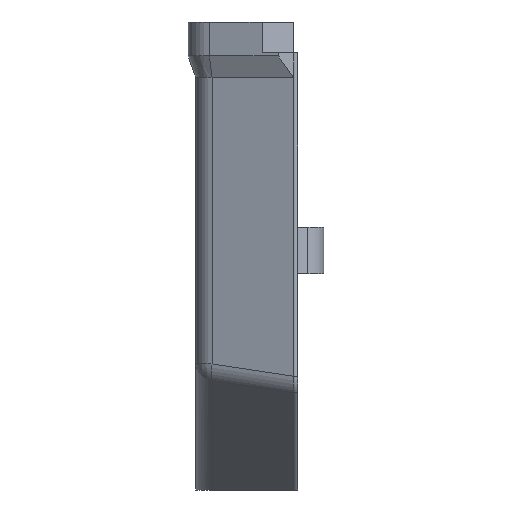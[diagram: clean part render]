
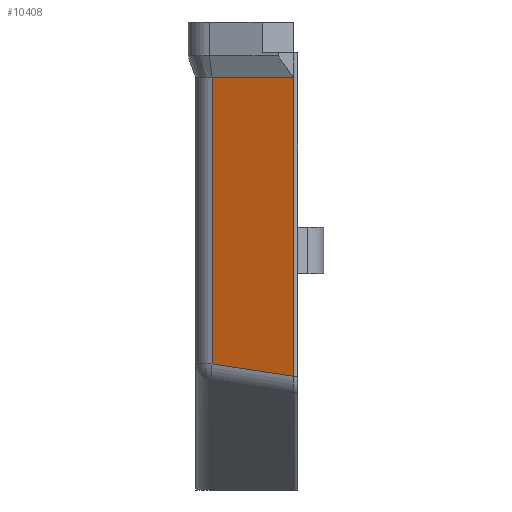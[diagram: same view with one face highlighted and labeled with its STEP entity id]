
A CAD part, left-side view. The second image highlights one B-rep face of the part: STEP entity #10408.
In plain terms, the highlighted planar face has unit normal (-0.94, 0.342, 0).
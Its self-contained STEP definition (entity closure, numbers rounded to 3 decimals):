
#2368 = CYLINDRICAL_SURFACE('',#2369,1.);
#2369 = AXIS2_PLACEMENT_3D('',#2370,#2371,#2372);
#2370 = CARTESIAN_POINT('',(-90.072,1.5,0.));
#2371 = DIRECTION('',(0.,0.,-1.));
#2372 = DIRECTION('',(0.,-1.,0.));
#6740 = VERTEX_POINT('',#6741);
#6741 = CARTESIAN_POINT('',(-91.012,1.842,
    -104.684));
#6829 = CYLINDRICAL_SURFACE('',#6830,8.);
#6830 = AXIS2_PLACEMENT_3D('',#6831,#6832,#6833);
#6831 = CARTESIAN_POINT('',(-84.13,-2.643,
    -104.947));
#6832 = DIRECTION('',(0.339,0.93,0.14));
#6833 = DIRECTION('',(-0.94,0.342,0.)
  );
#6987 = VERTEX_POINT('',#6988);
#6988 = CARTESIAN_POINT('',(-91.012,1.842,
    -7.869));
#7009 = EDGE_CURVE('',#6987,#6740,#7010,.T.);
#7010 = SURFACE_CURVE('',#7011,(#7015,#7022),.PCURVE_S1.);
#7011 = LINE('',#7012,#7013);
#7012 = CARTESIAN_POINT('',(-91.012,1.842,
    0.));
#7013 = VECTOR('',#7014,1.);
#7014 = DIRECTION('',(0.,0.,-1.));
#7015 = PCURVE('',#2368,#7016);
#7016 = DEFINITIONAL_REPRESENTATION('',(#7017),#7021);
#7017 = LINE('',#7018,#7019);
#7018 = CARTESIAN_POINT('',(1.92,0.));
#7019 = VECTOR('',#7020,1.);
#7020 = DIRECTION('',(0.,1.));
#7021 = ( GEOMETRIC_REPRESENTATION_CONTEXT(2) 
PARAMETRIC_REPRESENTATION_CONTEXT() REPRESENTATION_CONTEXT('2D SPACE',''
  ) );
#7022 = PCURVE('',#7023,#7028);
#7023 = PLANE('',#7024);
#7024 = AXIS2_PLACEMENT_3D('',#7025,#7026,#7027);
#7025 = CARTESIAN_POINT('',(-91.5,0.5,0.));
#7026 = DIRECTION('',(-0.94,0.342,0.)
  );
#7027 = DIRECTION('',(0.,0.,-1.));
#7028 = DEFINITIONAL_REPRESENTATION('',(#7029),#7033);
#7029 = LINE('',#7030,#7031);
#7030 = CARTESIAN_POINT('',(0.,-1.428));
#7031 = VECTOR('',#7032,1.);
#7032 = DIRECTION('',(1.,0.));
#7033 = ( GEOMETRIC_REPRESENTATION_CONTEXT(2) 
PARAMETRIC_REPRESENTATION_CONTEXT() REPRESENTATION_CONTEXT('2D SPACE',''
  ) );
#8035 = CYLINDRICAL_SURFACE('',#8036,8.);
#8036 = AXIS2_PLACEMENT_3D('',#8037,#8038,#8039);
#8037 = CARTESIAN_POINT('',(-73.887,25.5,0.));
#8038 = DIRECTION('',(0.,0.,-1.));
#8039 = DIRECTION('',(-0.94,0.342,0.)
  );
#9566 = PLANE('',#9567);
#9567 = AXIS2_PLACEMENT_3D('',#9568,#9569,#9570);
#9568 = CARTESIAN_POINT('',(-86.148,15.204,
    -7.869));
#9569 = DIRECTION('',(0.883,-0.321,0.342));
#9570 = DIRECTION('',(-0.321,0.117,0.94));
#10356 = EDGE_CURVE('',#6740,#10357,#10359,.T.);
#10357 = VERTEX_POINT('',#10358);
#10358 = CARTESIAN_POINT('',(-81.405,28.236,
    -100.705));
#10359 = SURFACE_CURVE('',#10360,(#10364,#10371),.PCURVE_S1.);
#10360 = LINE('',#10361,#10362);
#10361 = CARTESIAN_POINT('',(-91.648,0.094,
    -104.947));
#10362 = VECTOR('',#10363,1.);
#10363 = DIRECTION('',(0.339,0.93,0.14));
#10364 = PCURVE('',#6829,#10365);
#10365 = DEFINITIONAL_REPRESENTATION('',(#10366),#10370);
#10366 = LINE('',#10367,#10368);
#10367 = CARTESIAN_POINT('',(-0.,0.));
#10368 = VECTOR('',#10369,1.);
#10369 = DIRECTION('',(-0.,1.));
#10370 = ( GEOMETRIC_REPRESENTATION_CONTEXT(2) 
PARAMETRIC_REPRESENTATION_CONTEXT() REPRESENTATION_CONTEXT('2D SPACE',''
  ) );
#10371 = PCURVE('',#7023,#10372);
#10372 = DEFINITIONAL_REPRESENTATION('',(#10373),#10377);
#10373 = LINE('',#10374,#10375);
#10374 = CARTESIAN_POINT('',(104.947,0.432));
#10375 = VECTOR('',#10376,1.);
#10376 = DIRECTION('',(-0.14,-0.99));
#10377 = ( GEOMETRIC_REPRESENTATION_CONTEXT(2) 
PARAMETRIC_REPRESENTATION_CONTEXT() REPRESENTATION_CONTEXT('2D SPACE',''
  ) );
#10408 = ADVANCED_FACE('',(#10409),#7023,.T.);
#10409 = FACE_BOUND('',#10410,.T.);
#10410 = EDGE_LOOP('',(#10411,#10412,#10435,#10456));
#10411 = ORIENTED_EDGE('',*,*,#7009,.F.);
#10412 = ORIENTED_EDGE('',*,*,#10413,.F.);
#10413 = EDGE_CURVE('',#10414,#6987,#10416,.T.);
#10414 = VERTEX_POINT('',#10415);
#10415 = CARTESIAN_POINT('',(-81.405,28.236,
    -7.869));
#10416 = SURFACE_CURVE('',#10417,(#10421,#10428),.PCURVE_S1.);
#10417 = LINE('',#10418,#10419);
#10418 = CARTESIAN_POINT('',(-86.148,15.204,
    -7.869));
#10419 = VECTOR('',#10420,1.);
#10420 = DIRECTION('',(-0.342,-0.94,
    0.));
#10421 = PCURVE('',#7023,#10422);
#10422 = DEFINITIONAL_REPRESENTATION('',(#10423),#10427);
#10423 = LINE('',#10424,#10425);
#10424 = CARTESIAN_POINT('',(7.869,-15.647));
#10425 = VECTOR('',#10426,1.);
#10426 = DIRECTION('',(0.,1.));
#10427 = ( GEOMETRIC_REPRESENTATION_CONTEXT(2) 
PARAMETRIC_REPRESENTATION_CONTEXT() REPRESENTATION_CONTEXT('2D SPACE',''
  ) );
#10428 = PCURVE('',#9566,#10429);
#10429 = DEFINITIONAL_REPRESENTATION('',(#10430),#10434);
#10430 = LINE('',#10431,#10432);
#10431 = CARTESIAN_POINT('',(0.,0.));
#10432 = VECTOR('',#10433,1.);
#10433 = DIRECTION('',(0.,1.));
#10434 = ( GEOMETRIC_REPRESENTATION_CONTEXT(2) 
PARAMETRIC_REPRESENTATION_CONTEXT() REPRESENTATION_CONTEXT('2D SPACE',''
  ) );
#10435 = ORIENTED_EDGE('',*,*,#10436,.T.);
#10436 = EDGE_CURVE('',#10414,#10357,#10437,.T.);
#10437 = SURFACE_CURVE('',#10438,(#10442,#10449),.PCURVE_S1.);
#10438 = LINE('',#10439,#10440);
#10439 = CARTESIAN_POINT('',(-81.405,28.236,
    0.));
#10440 = VECTOR('',#10441,1.);
#10441 = DIRECTION('',(0.,0.,-1.));
#10442 = PCURVE('',#7023,#10443);
#10443 = DEFINITIONAL_REPRESENTATION('',(#10444),#10448);
#10444 = LINE('',#10445,#10446);
#10445 = CARTESIAN_POINT('',(0.,-29.516));
#10446 = VECTOR('',#10447,1.);
#10447 = DIRECTION('',(1.,0.));
#10448 = ( GEOMETRIC_REPRESENTATION_CONTEXT(2) 
PARAMETRIC_REPRESENTATION_CONTEXT() REPRESENTATION_CONTEXT('2D SPACE',''
  ) );
#10449 = PCURVE('',#8035,#10450);
#10450 = DEFINITIONAL_REPRESENTATION('',(#10451),#10455);
#10451 = LINE('',#10452,#10453);
#10452 = CARTESIAN_POINT('',(0.,0.));
#10453 = VECTOR('',#10454,1.);
#10454 = DIRECTION('',(0.,1.));
#10455 = ( GEOMETRIC_REPRESENTATION_CONTEXT(2) 
PARAMETRIC_REPRESENTATION_CONTEXT() REPRESENTATION_CONTEXT('2D SPACE',''
  ) );
#10456 = ORIENTED_EDGE('',*,*,#10356,.F.);
